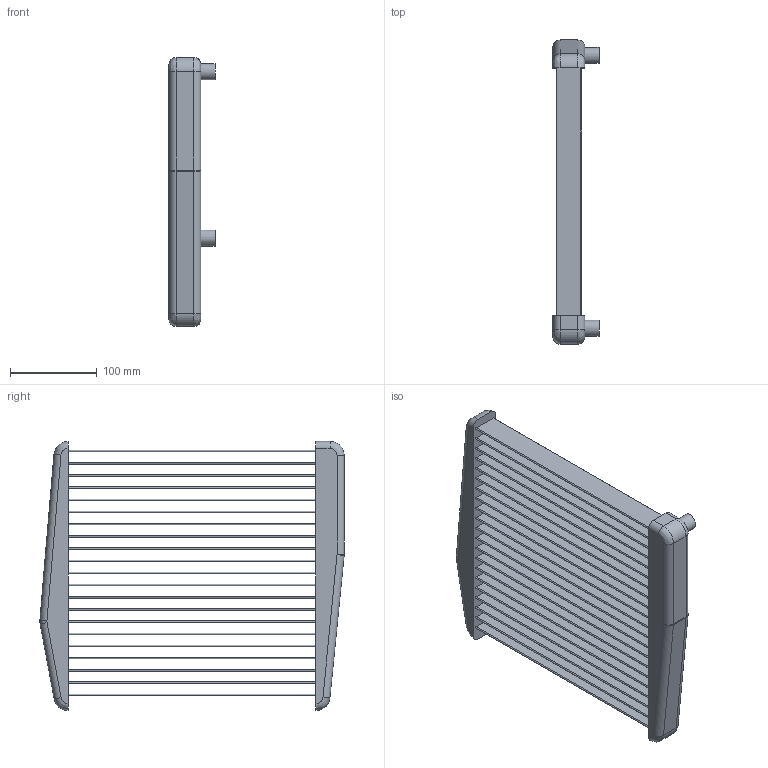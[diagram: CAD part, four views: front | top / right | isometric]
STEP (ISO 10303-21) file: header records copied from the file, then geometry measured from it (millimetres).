
FILE_DESCRIPTION(/* description */ (''),/* implementation_level */ '2;1');
FILE_NAME(/* name */ 'radiator 2014 kaiseki_re.stp',/* time_stamp */ '2018-02-10T00:22:03+09:00',/* author */ ('KITformula'),/* organization */ (''),/* preprocessor_version */ 'ST-DEVELOPER v16.13',/* originating_system */ 'Autodesk Inventor 2018',/* authorisation */ '');
FILE_SCHEMA (('AUTOMOTIVE_DESIGN { 1 0 10303 214 3 1 1 }'));
Length unit declared in the file: millimetre
Products named in the file (1): radiator 2014 kaiseki_re
Bounding box: 53.03 x 350.66 x 310 mm (x, y, z)
Volume: 847574.1 mm3; surface area: 437215.8 mm2
Topology: 1 solids, 1 shells, 127 faces, 348 edges, 226 vertices
Faces by surface type: cylinder 60, plane 55, bspline 12
Full cylindrical faces by diameter (mm): 18.437 x2
Entity records: 4216 total; most frequent: CARTESIAN_POINT 810, DIRECTION 713, ORIENTED_EDGE 690, EDGE_CURVE 345, AXIS2_PLACEMENT_3D 254, VERTEX_POINT 225, LINE 205, VECTOR 205
